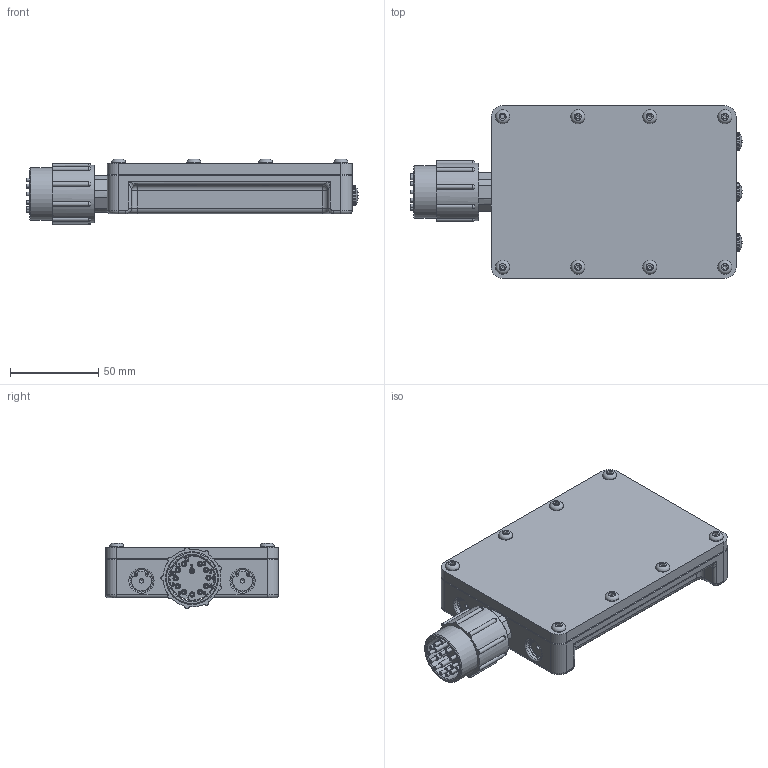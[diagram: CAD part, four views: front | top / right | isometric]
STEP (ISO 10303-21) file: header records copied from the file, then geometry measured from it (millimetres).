
FILE_DESCRIPTION(/* description */ (''),/* implementation_level */ '2;1');
FILE_NAME(/* name */ 'AR115_Fusion6_Panel.stp',/* time_stamp */ '2022-10-05T14:22:49-04:00',/* author */ ('lfrey'),/* organization */ (''),/* preprocessor_version */ 'ST-DEVELOPER v19',/* originating_system */ 'Autodesk Inventor 2023',/* authorisation */ '');
FILE_SCHEMA (('AUTOMOTIVE_DESIGN { 1 0 10303 214 3 1 1 }'));
Products named in the file (1): Fusion6_Panel
Bounding box: 187.75 x 97.79 x 37.02 mm (x, y, z)
Volume: 277668.3 mm3; surface area: 101947.7 mm2
Topology: 5 solids, 15 shells, 1197 faces, 3161 edges, 2048 vertices
Faces by surface type: cylinder 457, plane 431, bspline 160, cone 91, torus 42, sphere 16
Full cylindrical faces by diameter (mm): 1.194 x4, 1.5 x36, 1.7 x42, 1.702 x12, 2 x12, 2.54 x2, 3 x12, 3.302 x5, 3.795 x36, 4.064 x35, 4.166 x12, 4.318 x8, 5.08 x6, 7.925 x8, 9.02 x3, 9.236 x1, 9.957 x4, 10.236 x3, 11.43 x13, 12.598 x6, 12.7 x4, 13.462 x1, 13.97 x1, 14 x1, 18.8 x1, 22 x1, 24.98 x1, 25 x1, 25.7 x2, 27.8 x1
Entity records: 61715 total; most frequent: CARTESIAN_POINT 32290, ORIENTED_EDGE 6258, DIRECTION 5288, EDGE_CURVE 3129, VERTEX_POINT 2048, AXIS2_PLACEMENT_3D 1920, LINE 1448, VECTOR 1448
